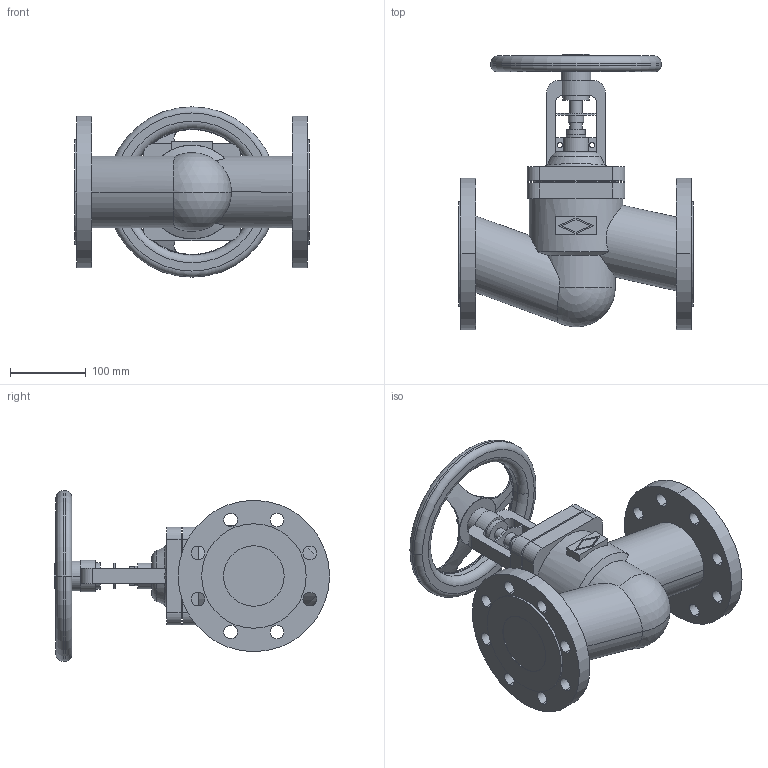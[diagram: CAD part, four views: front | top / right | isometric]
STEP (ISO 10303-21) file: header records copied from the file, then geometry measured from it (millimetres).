
FILE_DESCRIPTION(('OneSpaceDesigner STEP Export'),'2;1');
FILE_NAME('c000003713.stp','2009-06-16T12:01:31',(''),(''),'OneSpace Designer STEP processor for AP214 (Solid Model)','OneSpace Modeling 15.50B 03-Nov-2007 (C) CoCreate Software GmbH','');
FILE_SCHEMA(('AUTOMOTIVE_DESIGN { 1 0 10303 214 1 1 1 1 }'));
Length unit declared in the file: millimetre
Products named in the file (2): 1
Assembly tree (1 placements, depth 2):
  1
    1
Bounding box: 310 x 363.5 x 225 mm (x, y, z)
Volume: 5297280.2 mm3; surface area: 406757.3 mm2
Topology: 1 solids, 1 shells, 229 faces, 620 edges, 406 vertices
Faces by surface type: cylinder 118, plane 85, torus 14, cone 10, sphere 2
Entity records: 12222 total; most frequent: CARTESIAN_POINT 5052, ORIENTED_EDGE 1236, DIRECTION 948, EDGE_CURVE 618, VERTEX_POINT 406, AXIS2_PLACEMENT_3D 343, EDGE_LOOP 290, VECTOR 262
